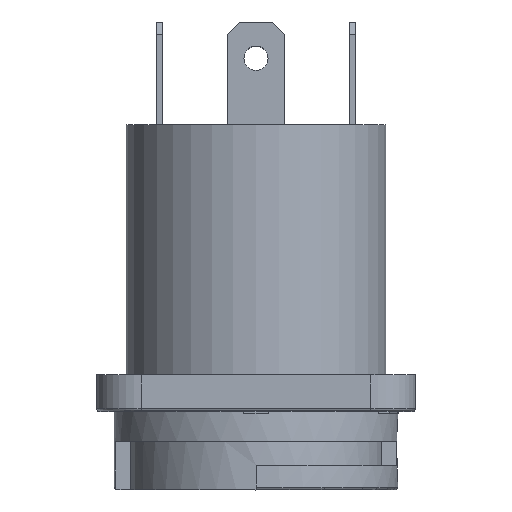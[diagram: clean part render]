
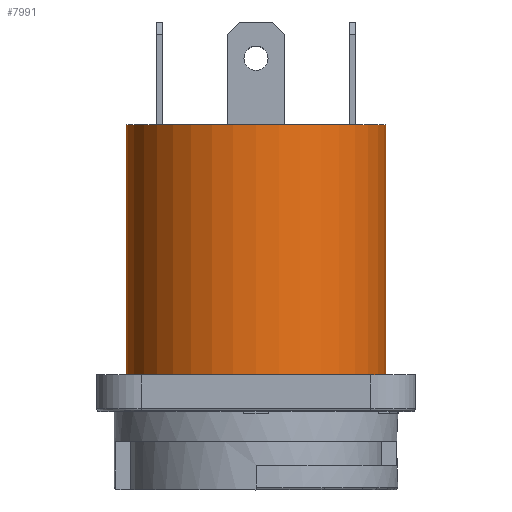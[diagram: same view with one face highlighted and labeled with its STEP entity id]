
A CAD part, top view. The second image highlights one B-rep face of the part: STEP entity #7991.
In plain terms, the highlighted cylindrical face has radius 10.75 mm (diameter 21.5 mm), a full revolution.
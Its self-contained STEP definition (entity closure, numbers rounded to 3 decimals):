
#699=FACE_OUTER_BOUND('',#1105,.T.);
#1105=EDGE_LOOP('',(#6587,#6588,#6589,#6590));
#1338=CIRCLE('',#8495,10.75);
#1339=CIRCLE('',#8496,10.75);
#2170=LINE('',#13021,#2999);
#2999=VECTOR('',#10115,10.75);
#3773=VERTEX_POINT('',#13018);
#3774=VERTEX_POINT('',#13020);
#4795=EDGE_CURVE('',#3773,#3773,#1338,.T.);
#4796=EDGE_CURVE('',#3773,#3774,#2170,.T.);
#4797=EDGE_CURVE('',#3774,#3774,#1339,.T.);
#6587=ORIENTED_EDGE('',*,*,#4795,.F.);
#6588=ORIENTED_EDGE('',*,*,#4796,.T.);
#6589=ORIENTED_EDGE('',*,*,#4797,.T.);
#6590=ORIENTED_EDGE('',*,*,#4796,.F.);
#7295=CYLINDRICAL_SURFACE('',#8494,10.75);
#7991=ADVANCED_FACE('',(#699),#7295,.T.);
#8494=AXIS2_PLACEMENT_3D('',#13017,#10111,#10112);
#8495=AXIS2_PLACEMENT_3D('',#13019,#10113,#10114);
#8496=AXIS2_PLACEMENT_3D('',#13022,#10116,#10117);
#10111=DIRECTION('center_axis',(0.,-1.,0.));
#10112=DIRECTION('ref_axis',(1.,0.,0.));
#10113=DIRECTION('center_axis',(0.,-1.,0.));
#10114=DIRECTION('ref_axis',(1.,0.,0.));
#10115=DIRECTION('',(0.,1.,0.));
#10116=DIRECTION('center_axis',(0.,-1.,0.));
#10117=DIRECTION('ref_axis',(1.,0.,0.));
#13017=CARTESIAN_POINT('Origin',(0.,13.375,0.));
#13018=CARTESIAN_POINT('',(-10.75,3.,0.));
#13019=CARTESIAN_POINT('Origin',(0.,3.,
0.));
#13020=CARTESIAN_POINT('',(-10.75,23.75,0.));
#13021=CARTESIAN_POINT('',(-10.75,13.375,0.));
#13022=CARTESIAN_POINT('Origin',(0.,23.75,0.));
